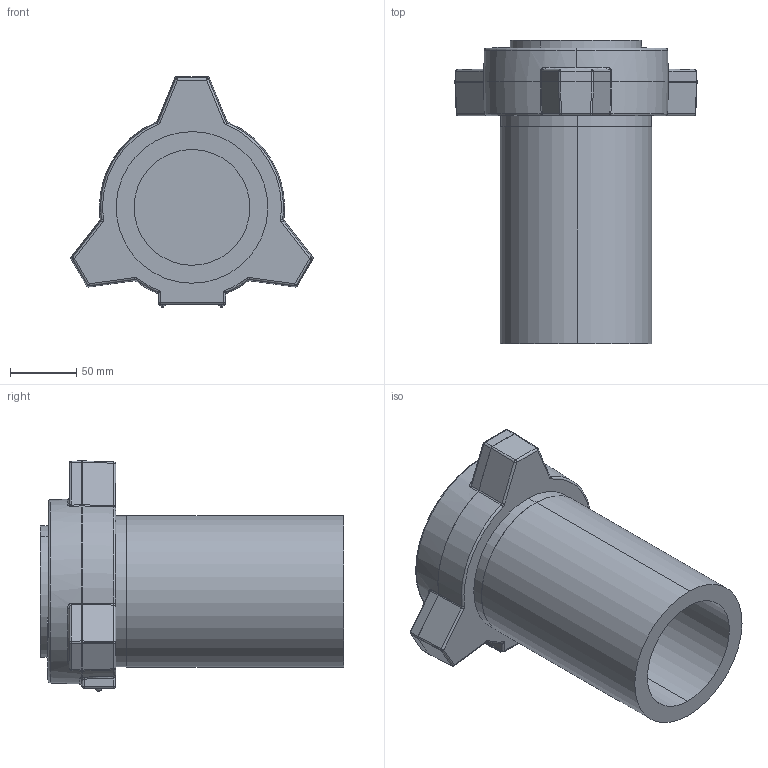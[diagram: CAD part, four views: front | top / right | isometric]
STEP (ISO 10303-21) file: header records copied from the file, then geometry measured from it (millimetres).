
FILE_DESCRIPTION (( 'STEP AP214' ), '1' );
FILE_NAME ('4150HUC8LG-CCJL8.STEP', '2021-08-09T12:41:18', ( '' ), ( '' ), 'SwSTEP 2.0', 'SolidWorks 2019', '' );
FILE_SCHEMA (( 'AUTOMOTIVE_DESIGN' ));
Length unit declared in the file: inch
Products named in the file (1): 4150HUC8LG-CCJL8
Bounding box: 182.54 x 228.6 x 173.62 mm (x, y, z)
Volume: 1484474.6 mm3; surface area: 183152.8 mm2
Topology: 1 solids, 1 shells, 438 faces, 1093 edges, 671 vertices
Faces by surface type: plane 207, bspline 118, cylinder 61, sphere 31, torus 15, cone 6
Entity records: 19009 total; most frequent: CARTESIAN_POINT 8111, ORIENTED_EDGE 2150, DIRECTION 1688, EDGE_CURVE 1075, VERTEX_POINT 671, VECTOR 632, LINE 632, AXIS2_PLACEMENT_3D 528
